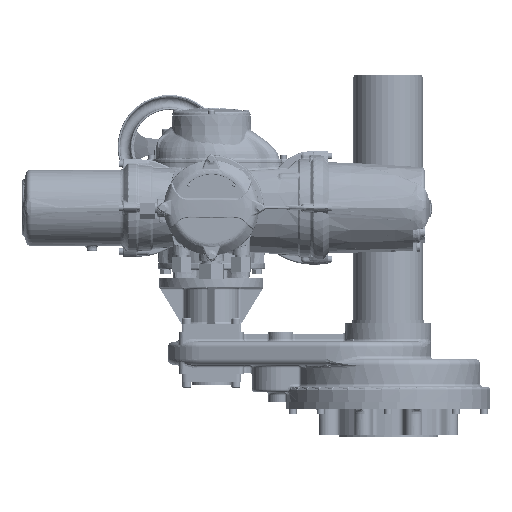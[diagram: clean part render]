
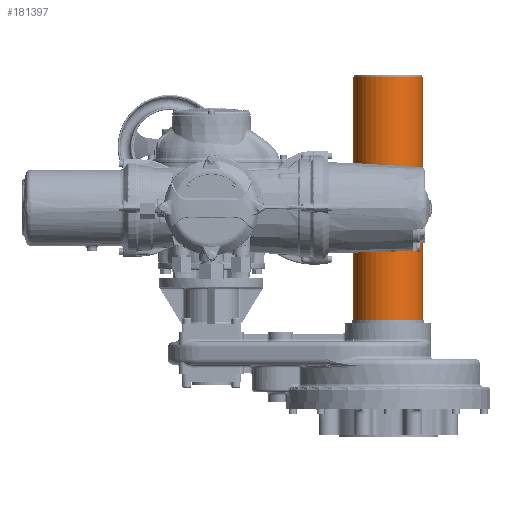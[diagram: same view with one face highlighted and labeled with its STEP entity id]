
A CAD part, front view. The second image highlights one B-rep face of the part: STEP entity #181397.
In plain terms, the highlighted cylindrical face has radius 69.85 mm (diameter 139.7 mm), a full revolution.
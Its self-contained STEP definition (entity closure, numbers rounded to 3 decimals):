
#16574=CYLINDRICAL_SURFACE('',#190177,69.85);
#18363=CIRCLE('',#190178,69.85);
#18364=CIRCLE('',#190179,69.85);
#26092=ORIENTED_EDGE('',*,*,#64751,.T.);
#26093=ORIENTED_EDGE('',*,*,#64752,.T.);
#64751=EDGE_CURVE('',#84164,#84164,#18363,.T.);
#64752=EDGE_CURVE('',#84165,#84165,#18364,.F.);
#84164=VERTEX_POINT('',#236067);
#84165=VERTEX_POINT('',#236069);
#103794=EDGE_LOOP('',(#26092));
#103795=EDGE_LOOP('',(#26093));
#113211=FACE_BOUND('',#103794,.T.);
#113212=FACE_BOUND('',#103795,.T.);
#181397=ADVANCED_FACE('',(#113211,#113212),#16574,.T.);
#190177=AXIS2_PLACEMENT_3D('',#236065,#203758,#203759);
#190178=AXIS2_PLACEMENT_3D('',#236066,#203760,#203761);
#190179=AXIS2_PLACEMENT_3D('',#236068,#203762,#203763);
#203758=DIRECTION('',(0.,0.,-1.));
#203759=DIRECTION('',(-1.,0.,0.));
#203760=DIRECTION('',(0.,0.,-1.));
#203761=DIRECTION('',(1.,0.,0.));
#203762=DIRECTION('',(0.,0.,-1.));
#203763=DIRECTION('',(-1.,0.,0.));
#236065=CARTESIAN_POINT('',(0.,0.,470.));
#236066=CARTESIAN_POINT('',(0.,0.,470.));
#236067=CARTESIAN_POINT('',(69.85,0.,470.));
#236068=CARTESIAN_POINT('',(0.,0.,-26.75));
#236069=CARTESIAN_POINT('',(-69.85,0.,-26.75));
